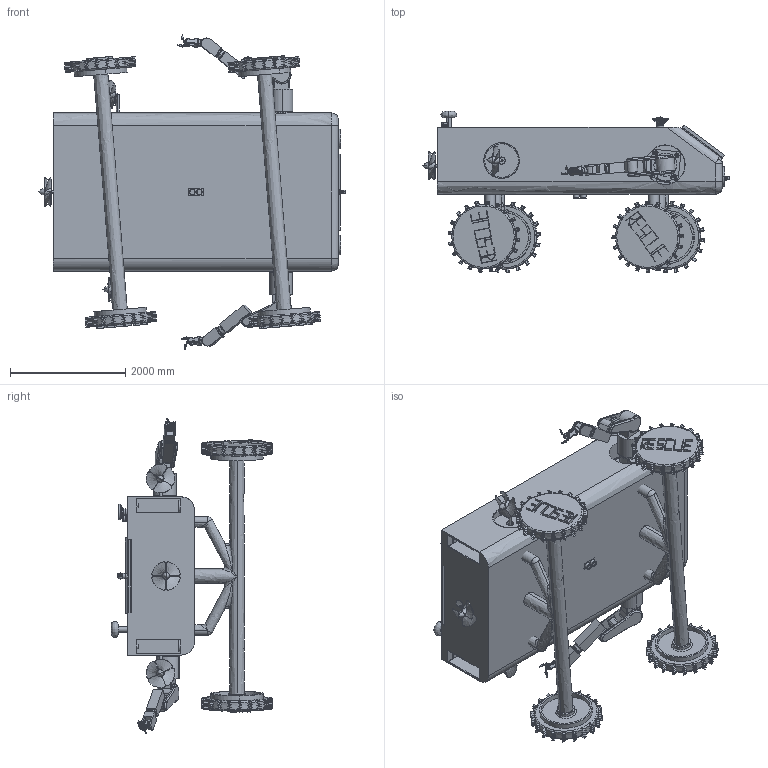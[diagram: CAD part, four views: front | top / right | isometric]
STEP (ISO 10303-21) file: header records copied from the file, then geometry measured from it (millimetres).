
FILE_DESCRIPTION(('FreeCAD Model'),'2;1');
FILE_NAME('Open CASCADE Shape Model','2025-05-09T15:46:18',('FreeCAD'),( 'FreeCAD'),'Open CASCADE STEP processor 7.6','FreeCAD','Unknown');
FILE_SCHEMA(('AUTOMOTIVE_DESIGN { 1 0 10303 214 1 1 1 1 }'));
Products named in the file (1): Open CASCADE STEP translator 7.6 1
Bounding box: 5321.48 x 2802.27 x 5474.47 mm (x, y, z)
Volume: 11861628275.4 mm3; surface area: 148002036.3 mm2
Topology: 337 solids, 337 shells, 8117 faces, 21087 edges, 13833 vertices
Faces by surface type: bspline 8117
Entity records: 282624 total; most frequent: CARTESIAN_POINT 161485, ORIENTED_EDGE 42072, EDGE_CURVE 21036, VERTEX_POINT 13821, B_SPLINE_CURVE_WITH_KNOTS 13733, FACE_BOUND 8443, EDGE_LOOP 8443, ADVANCED_FACE 8117
